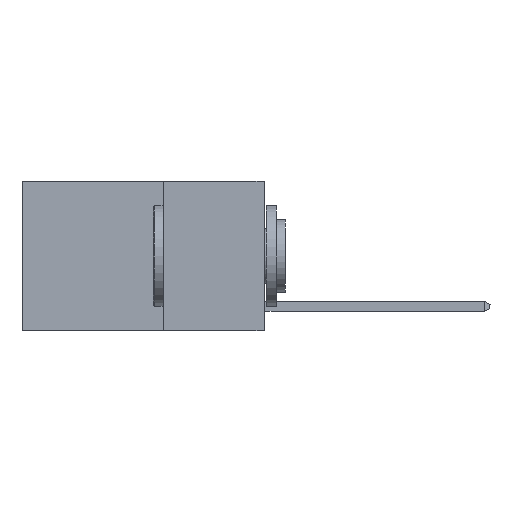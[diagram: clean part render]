
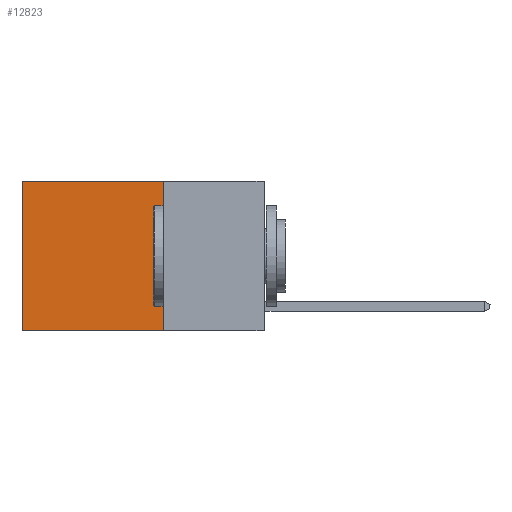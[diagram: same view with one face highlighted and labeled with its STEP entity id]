
A CAD part, left-side view. The second image highlights one B-rep face of the part: STEP entity #12823.
In plain terms, the highlighted planar face has unit normal (-1, 0, 0).
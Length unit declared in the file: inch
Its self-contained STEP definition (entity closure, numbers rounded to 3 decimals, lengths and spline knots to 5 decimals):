
#246 = CARTESIAN_POINT ( 'NONE',  ( 0.2625, 0.25, 0. ) ) ;
#1489 = CARTESIAN_POINT ( 'NONE',  ( 0.2625, 0.25, 0. ) ) ;
#1531 = EDGE_CURVE ( 'NONE', #1724, #12000, #2122, .T. ) ;
#1724 = VERTEX_POINT ( 'NONE', #8171 ) ;
#1863 = VECTOR ( 'NONE', #15094, 39.37008 ) ;
#2122 = LINE ( 'NONE', #9349, #6335 ) ;
#2581 = CARTESIAN_POINT ( 'NONE',  ( 0.2625, 0.6, 0. ) ) ;
#3323 = DIRECTION ( 'NONE',  ( 0., 0., -1. ) ) ;
#4546 = CARTESIAN_POINT ( 'NONE',  ( 0.2625, 0.6, 0. ) ) ;
#5109 = ORIENTED_EDGE ( 'NONE', *, *, #1531, .T. ) ;
#5814 = VECTOR ( 'NONE', #13825, 39.37008 ) ;
#6269 = EDGE_CURVE ( 'NONE', #9480, #11846, #15044, .T. ) ;
#6335 = VECTOR ( 'NONE', #14906, 39.37008 ) ;
#7340 = AXIS2_PLACEMENT_3D ( 'NONE', #246, #15378, #3323 ) ;
#7815 = EDGE_CURVE ( 'NONE', #1724, #9480, #13373, .T. ) ;
#8171 = CARTESIAN_POINT ( 'NONE',  ( 0.2625, 0.25, 0. ) ) ;
#9347 = CARTESIAN_POINT ( 'NONE',  ( 0.2625, 0.6, -0.37 ) ) ;
#9349 = CARTESIAN_POINT ( 'NONE',  ( 0.2625, 0.25, 0. ) ) ;
#9435 = VECTOR ( 'NONE', #9587, 39.37008 ) ;
#9480 = VERTEX_POINT ( 'NONE', #17639 ) ;
#9587 = DIRECTION ( 'NONE',  ( 0., 1., 0. ) ) ;
#10159 = ORIENTED_EDGE ( 'NONE', *, *, #13189, .T. ) ;
#10940 = CARTESIAN_POINT ( 'NONE',  ( 0.2625, 0.25, -0.37 ) ) ;
#11846 = VERTEX_POINT ( 'NONE', #9347 ) ;
#12000 = VERTEX_POINT ( 'NONE', #4546 ) ;
#12823 = ADVANCED_FACE ( 'NONE', ( #15737 ), #17105, .F. ) ;
#13065 = ORIENTED_EDGE ( 'NONE', *, *, #7815, .F. ) ;
#13189 = EDGE_CURVE ( 'NONE', #12000, #11846, #13911, .T. ) ;
#13373 = LINE ( 'NONE', #1489, #5814 ) ;
#13506 = ORIENTED_EDGE ( 'NONE', *, *, #6269, .F. ) ;
#13825 = DIRECTION ( 'NONE',  ( 0., 0., -1. ) ) ;
#13911 = LINE ( 'NONE', #2581, #1863 ) ;
#14906 = DIRECTION ( 'NONE',  ( 0., 1., 0. ) ) ;
#15044 = LINE ( 'NONE', #10940, #9435 ) ;
#15094 = DIRECTION ( 'NONE',  ( 0., 0., -1. ) ) ;
#15378 = DIRECTION ( 'NONE',  ( 1., 0., 0. ) ) ;
#15737 = FACE_OUTER_BOUND ( 'NONE', #17650, .T. ) ;
#17105 = PLANE ( 'NONE',  #7340 ) ;
#17639 = CARTESIAN_POINT ( 'NONE',  ( 0.2625, 0.25, -0.37 ) ) ;
#17650 = EDGE_LOOP ( 'NONE', ( #10159, #13506, #13065, #5109 ) ) ;
